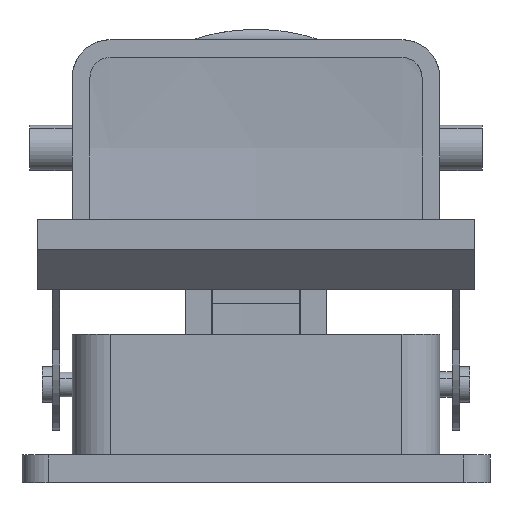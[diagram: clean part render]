
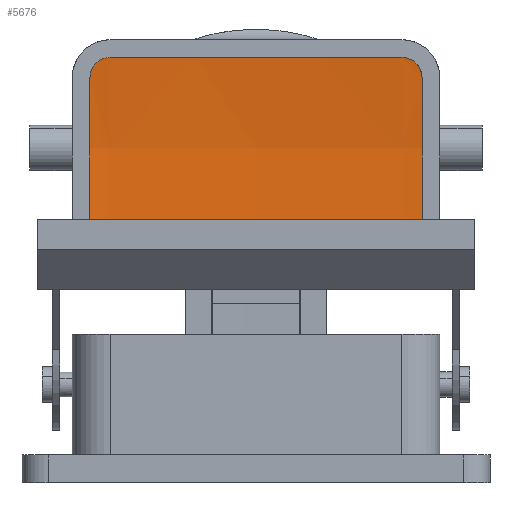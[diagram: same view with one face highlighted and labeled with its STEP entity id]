
A CAD part, left-side view. The second image highlights one B-rep face of the part: STEP entity #5676.
In plain terms, the highlighted face is a revolution surface.
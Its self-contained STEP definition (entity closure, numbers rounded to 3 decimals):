
#4970=CARTESIAN_POINT('Control Point',(82.642,75.5,48.5)) ;
#4971=CARTESIAN_POINT('Control Point',(83.59,56.182,48.5)) ;
#4972=CARTESIAN_POINT('Control Point',(83.59,36.818,48.5)) ;
#4973=CARTESIAN_POINT('Control Point',(82.642,17.5,48.5)) ;
#4974=CARTESIAN_POINT('Vertex',(82.642,75.5,48.5)) ;
#4976=CARTESIAN_POINT('Vertex',(82.642,17.5,48.5)) ;
#5400=CARTESIAN_POINT('Control Point',(82.875,79.5,52.5)) ;
#5401=CARTESIAN_POINT('Control Point',(82.754,79.5,51.248)) ;
#5402=CARTESIAN_POINT('Control Point',(82.646,79.012,49.995)) ;
#5403=CARTESIAN_POINT('Control Point',(82.576,78.023,48.995)) ;
#5404=CARTESIAN_POINT('Control Point',(82.58,76.76,48.5)) ;
#5405=CARTESIAN_POINT('Control Point',(82.642,75.5,48.5)) ;
#5406=CARTESIAN_POINT('Vertex',(82.875,79.5,52.5)) ;
#5427=CARTESIAN_POINT('Control Point',(82.875,13.5,52.5)) ;
#5428=CARTESIAN_POINT('Control Point',(82.754,13.5,51.248)) ;
#5429=CARTESIAN_POINT('Control Point',(82.646,13.988,49.995)) ;
#5430=CARTESIAN_POINT('Control Point',(82.576,14.977,48.995)) ;
#5431=CARTESIAN_POINT('Control Point',(82.58,16.24,48.5)) ;
#5432=CARTESIAN_POINT('Control Point',(82.642,17.5,48.5)) ;
#5433=CARTESIAN_POINT('Vertex',(82.875,13.5,52.5)) ;
#5474=CARTESIAN_POINT('Vertex',(82.875,13.5,80.5)) ;
#5478=CARTESIAN_POINT('Control Point',(82.875,13.5,80.5)) ;
#5479=CARTESIAN_POINT('Control Point',(83.774,13.5,71.196)) ;
#5480=CARTESIAN_POINT('Control Point',(83.774,13.5,61.804)) ;
#5481=CARTESIAN_POINT('Control Point',(82.875,13.5,52.5)) ;
#5509=CARTESIAN_POINT('Vertex',(82.642,17.5,84.5)) ;
#5513=CARTESIAN_POINT('Control Point',(82.642,17.5,84.5)) ;
#5514=CARTESIAN_POINT('Control Point',(82.58,16.24,84.5)) ;
#5515=CARTESIAN_POINT('Control Point',(82.576,14.977,84.005)) ;
#5516=CARTESIAN_POINT('Control Point',(82.646,13.988,83.005)) ;
#5517=CARTESIAN_POINT('Control Point',(82.754,13.5,81.752)) ;
#5518=CARTESIAN_POINT('Control Point',(82.875,13.5,80.5)) ;
#5604=CARTESIAN_POINT('Control Point',(82.875,79.5,52.5)) ;
#5605=CARTESIAN_POINT('Control Point',(83.774,79.5,61.804)) ;
#5606=CARTESIAN_POINT('Control Point',(83.774,79.5,71.196)) ;
#5607=CARTESIAN_POINT('Control Point',(82.875,79.5,80.5)) ;
#5608=CARTESIAN_POINT('Vertex',(82.875,79.5,80.5)) ;
#5624=CARTESIAN_POINT('Control Point',(83.534,79.778,66.5)) ;
#5625=CARTESIAN_POINT('Control Point',(84.772,57.616,66.5)) ;
#5626=CARTESIAN_POINT('Control Point',(84.772,35.384,66.5)) ;
#5627=CARTESIAN_POINT('Control Point',(83.534,13.222,66.5)) ;
#5628=CARTESIAN_POINT('Axis1P Location',(-62.037,46.5,66.5)) ;
#5633=CARTESIAN_POINT('Control Point',(83.233,34.59,84.5)) ;
#5634=CARTESIAN_POINT('Control Point',(83.393,42.529,84.5)) ;
#5635=CARTESIAN_POINT('Control Point',(83.393,50.471,84.5)) ;
#5636=CARTESIAN_POINT('Control Point',(83.233,58.41,84.5)) ;
#5637=CARTESIAN_POINT('Vertex',(83.233,34.59,84.5)) ;
#5639=CARTESIAN_POINT('Vertex',(83.233,58.41,84.5)) ;
#5643=CARTESIAN_POINT('Control Point',(83.233,58.41,84.5)) ;
#5644=CARTESIAN_POINT('Control Point',(83.118,64.109,84.5)) ;
#5645=CARTESIAN_POINT('Control Point',(82.921,69.807,84.5)) ;
#5646=CARTESIAN_POINT('Control Point',(82.642,75.5,84.5)) ;
#5647=CARTESIAN_POINT('Vertex',(82.642,75.5,84.5)) ;
#5651=CARTESIAN_POINT('Control Point',(82.875,79.5,80.5)) ;
#5652=CARTESIAN_POINT('Control Point',(82.754,79.5,81.752)) ;
#5653=CARTESIAN_POINT('Control Point',(82.646,79.012,83.005)) ;
#5654=CARTESIAN_POINT('Control Point',(82.576,78.023,84.005)) ;
#5655=CARTESIAN_POINT('Control Point',(82.58,76.76,84.5)) ;
#5656=CARTESIAN_POINT('Control Point',(82.642,75.5,84.5)) ;
#5659=CARTESIAN_POINT('Control Point',(82.642,17.5,84.5)) ;
#5660=CARTESIAN_POINT('Control Point',(82.921,23.193,84.5)) ;
#5661=CARTESIAN_POINT('Control Point',(83.118,28.891,84.5)) ;
#5662=CARTESIAN_POINT('Control Point',(83.233,34.59,84.5)) ;
#5629=DIRECTION('Axis1P Direction',(0.,1.,0.)) ;
#5630=AXIS1_PLACEMENT('Revolution Surface Axis1P',#5628,#5629) ;
#5665=ORIENTED_EDGE('',*,*,#5641,.T.) ;
#5666=ORIENTED_EDGE('',*,*,#5649,.T.) ;
#5667=ORIENTED_EDGE('',*,*,#5657,.F.) ;
#5668=ORIENTED_EDGE('',*,*,#5610,.F.) ;
#5669=ORIENTED_EDGE('',*,*,#5408,.T.) ;
#5670=ORIENTED_EDGE('',*,*,#4978,.T.) ;
#5671=ORIENTED_EDGE('',*,*,#5435,.F.) ;
#5672=ORIENTED_EDGE('',*,*,#5482,.F.) ;
#5673=ORIENTED_EDGE('',*,*,#5519,.F.) ;
#5674=ORIENTED_EDGE('',*,*,#5663,.T.) ;
#5676=ADVANCED_FACE('Hauptk\X2\00F6\X0\rper',(#5675),#5631,.T.) ;
#4969=B_SPLINE_CURVE_WITH_KNOTS('',3,(#4970,#4971,#4972,#4973),.UNSPECIFIED.,.F.,.U.,(4,4),(0.,82.298),.UNSPECIFIED.) ;
#5399=B_SPLINE_CURVE_WITH_KNOTS('',5,(#5400,#5401,#5402,#5403,#5404,#5405),.UNSPECIFIED.,.F.,.U.,(6,6),(0.,13.41),.UNSPECIFIED.) ;
#5426=B_SPLINE_CURVE_WITH_KNOTS('',5,(#5427,#5428,#5429,#5430,#5431,#5432),.UNSPECIFIED.,.F.,.U.,(6,6),(0.,13.41),.UNSPECIFIED.) ;
#5477=B_SPLINE_CURVE_WITH_KNOTS('',3,(#5478,#5479,#5480,#5481),.UNSPECIFIED.,.F.,.U.,(4,4),(0.,40.188),.UNSPECIFIED.) ;
#5512=B_SPLINE_CURVE_WITH_KNOTS('',5,(#5513,#5514,#5515,#5516,#5517,#5518),.UNSPECIFIED.,.F.,.U.,(6,6),(0.,13.41),.UNSPECIFIED.) ;
#5603=B_SPLINE_CURVE_WITH_KNOTS('',3,(#5604,#5605,#5606,#5607),.UNSPECIFIED.,.F.,.U.,(4,4),(0.,40.188),.UNSPECIFIED.) ;
#5623=B_SPLINE_CURVE_WITH_KNOTS('',3,(#5624,#5625,#5626,#5627),.UNSPECIFIED.,.F.,.U.,(4,4),(908.987,975.968),.UNSPECIFIED.) ;
#5632=B_SPLINE_CURVE_WITH_KNOTS('',3,(#5633,#5634,#5635,#5636),.UNSPECIFIED.,.F.,.U.,(4,4),(2.965,36.753),.UNSPECIFIED.) ;
#5642=B_SPLINE_CURVE_WITH_KNOTS('',3,(#5643,#5644,#5645,#5646),.UNSPECIFIED.,.F.,.U.,(4,4),(58.041,82.296),.UNSPECIFIED.) ;
#5650=B_SPLINE_CURVE_WITH_KNOTS('',5,(#5651,#5652,#5653,#5654,#5655,#5656),.UNSPECIFIED.,.F.,.U.,(6,6),(0.,13.41),.UNSPECIFIED.) ;
#5658=B_SPLINE_CURVE_WITH_KNOTS('',3,(#5659,#5660,#5661,#5662),.UNSPECIFIED.,.F.,.U.,(4,4),(0.,24.255),.UNSPECIFIED.) ;
#4978=EDGE_CURVE('',#4975,#4977,#4969,.T.) ;
#5408=EDGE_CURVE('',#5407,#4975,#5399,.T.) ;
#5435=EDGE_CURVE('',#5434,#4977,#5426,.T.) ;
#5482=EDGE_CURVE('',#5475,#5434,#5477,.T.) ;
#5519=EDGE_CURVE('',#5510,#5475,#5512,.T.) ;
#5610=EDGE_CURVE('',#5407,#5609,#5603,.T.) ;
#5641=EDGE_CURVE('',#5638,#5640,#5632,.T.) ;
#5649=EDGE_CURVE('',#5640,#5648,#5642,.T.) ;
#5657=EDGE_CURVE('',#5609,#5648,#5650,.T.) ;
#5663=EDGE_CURVE('',#5510,#5638,#5658,.T.) ;
#5664=EDGE_LOOP('',(#5665,#5666,#5667,#5668,#5669,#5670,#5671,#5672,#5673,#5674)) ;
#5675=FACE_OUTER_BOUND('',#5664,.T.) ;
#5631=SURFACE_OF_REVOLUTION('Surface of Revolution',#5623,#5630) ;
#4975=VERTEX_POINT('',#4974) ;
#4977=VERTEX_POINT('',#4976) ;
#5407=VERTEX_POINT('',#5406) ;
#5434=VERTEX_POINT('',#5433) ;
#5475=VERTEX_POINT('',#5474) ;
#5510=VERTEX_POINT('',#5509) ;
#5609=VERTEX_POINT('',#5608) ;
#5638=VERTEX_POINT('',#5637) ;
#5640=VERTEX_POINT('',#5639) ;
#5648=VERTEX_POINT('',#5647) ;
